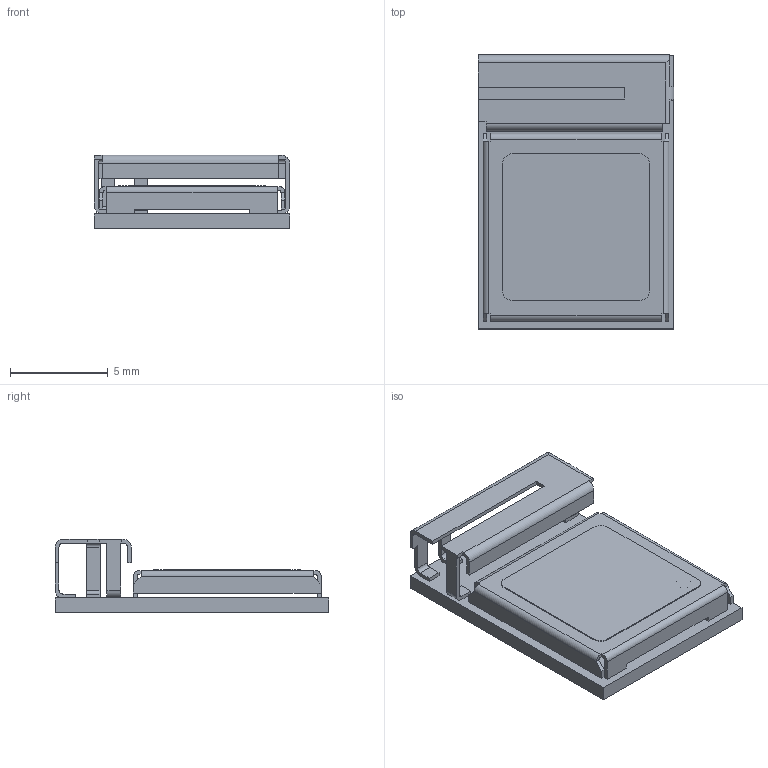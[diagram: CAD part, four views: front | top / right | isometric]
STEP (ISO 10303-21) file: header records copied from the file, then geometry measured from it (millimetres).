
FILE_DESCRIPTION(('FreeCAD Model'),'2;1');
FILE_NAME('Module_Bluetooth_u-blox-NINA-B112_simplified.step','2020-08-27T09:42:06',('Author'),(''), 'Open CASCADE STEP processor 7.4','FreeCAD','Unknown');
FILE_SCHEMA(('AUTOMOTIVE_DESIGN { 1 0 10303 214 1 1 1 1 }'));
Length unit declared in the file: millimetre
Products named in the file (11): NINA-B112; 14x10.0_PCB; PCB001; PCB; Antenna001; Antenna; Part49; NINA-Bxxx_Label; Shieldbox; Shield_box; Part167
Assembly tree (10 placements, depth 4):
  NINA-B112
    14x10.0_PCB
      PCB001
        PCB
    Antenna001
      Antenna
        Part49
    NINA-Bxxx_Label
    Shieldbox
      Shield_box
        Part167
Bounding box: 10 x 14 x 3.76 mm (x, y, z)
Volume: 145.4 mm3; surface area: 816.3 mm2
Topology: 4 solids, 4 shells, 122 faces, 332 edges, 218 vertices
Faces by surface type: plane 94, cylinder 28
Full cylindrical faces by diameter (mm): 0.8 x1
Entity records: 4865 total; most frequent: CARTESIAN_POINT 684, ORIENTED_EDGE 664, DIRECTION 655, EDGE_CURVE 332, LINE 273, VECTOR 273, VERTEX_POINT 218, AXIS2_PLACEMENT_3D 191
